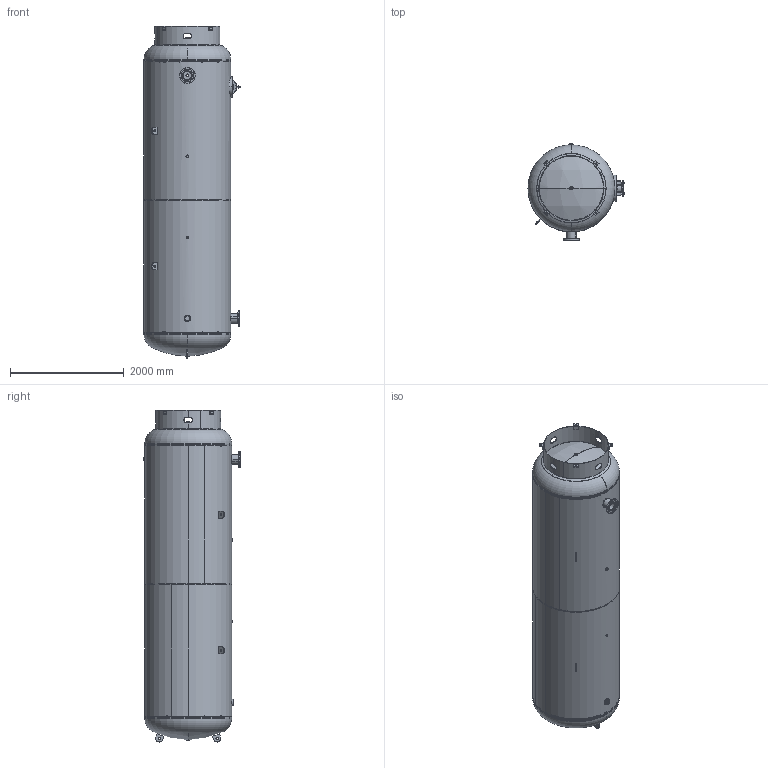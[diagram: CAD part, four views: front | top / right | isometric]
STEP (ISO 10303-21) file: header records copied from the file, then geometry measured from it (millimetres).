
FILE_DESCRIPTION (( 'STEP AP214' ), '1' );
FILE_NAME ('302452.STEP', '2025-03-21T15:36:19', ( '' ), ( '' ), 'SwSTEP 2.0', 'SolidWorks 2022', '' );
FILE_SCHEMA (( 'AUTOMOTIVE_DESIGN' ));
Length unit declared in the file: inch
Products named in the file (28): PHOENIX FLAT FLANGE_1250; A98942; 302452-SL1; A99220; A72305 RING; A72305; PHOENIX RAD FLANGE_100P705-7R; A72305 HANDLE; HEAD_60X312JOG; A72305 CRAB; A72305 BOLT; NP-VER_60; A85012; PHOENIX FLAT FLANGE_1000; PHOENIX RAD FLANGE_125P151; A72305 LID; F10565_6.00-150; A85013; 302452-SL2; A84390_36; A50314; A84524; 302452 PIPE; A72305 NUT; PHOENIX FLAT FLANGE_0250; CPLG_3000H3K; 302452
Assembly tree (40 placements, depth 4):
  302452
    302452-SL2
    302452-SL1
    HEAD_60X312JOG  x2
    A72305
      A72305 RING
      A72305 LID
        A72305 LID
        A72305 HANDLE
      A72305 CRAB  x2
      A72305 BOLT  x2
      A72305 NUT  x2
    A99220  x2
      A98942
      F10565_6.00-150
    302452 PIPE  x2
    A84390_36  x2
    CPLG_3000H3K
    PHOENIX RAD FLANGE_125P151
    PHOENIX FLAT FLANGE_1250
    PHOENIX RAD FLANGE_100P705-7R
    PHOENIX FLAT FLANGE_1000
    PHOENIX FLAT FLANGE_0250
    A85012
      A85013
      A50314  x4
    A84524  x4
    NP-VER_60
Bounding box: 1685.83 x 1696.72 x 5829.53 mm (x, y, z)
Volume: 243718384.9 mm3; surface area: 61249181.1 mm2
Topology: 37 solids, 37 shells, 624 faces, 1524 edges, 984 vertices
Faces by surface type: cylinder 238, plane 224, torus 98, bspline 56, sphere 8
Entity records: 28071 total; most frequent: CARTESIAN_POINT 16867, DIRECTION 2081, ORIENTED_EDGE 2054, EDGE_CURVE 1027, AXIS2_PLACEMENT_3D 864, VERTEX_POINT 660, EDGE_LOOP 501, CIRCLE 454
